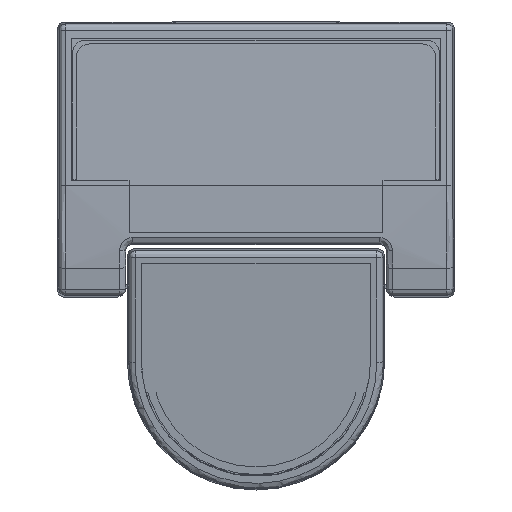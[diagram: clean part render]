
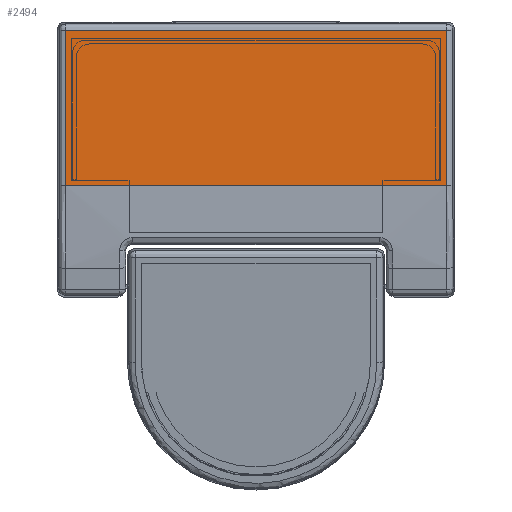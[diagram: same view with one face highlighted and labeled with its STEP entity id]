
A CAD part, front view. The second image highlights one B-rep face of the part: STEP entity #2494.
In plain terms, the highlighted planar face has unit normal (0, -1, 0).
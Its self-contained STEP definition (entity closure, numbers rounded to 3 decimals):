
#348 = VECTOR ( 'NONE', #3988, 1000. ) ;
#498 = ORIENTED_EDGE ( 'NONE', *, *, #3179, .T. ) ;
#553 = EDGE_LOOP ( 'NONE', ( #11089, #2439, #557, #498 ) ) ;
#557 = ORIENTED_EDGE ( 'NONE', *, *, #11884, .T. ) ;
#1263 = VERTEX_POINT ( 'NONE', #5364 ) ;
#2270 = CARTESIAN_POINT ( 'NONE',  ( 29.626, -729.209, -1.274 ) ) ;
#2370 = LINE ( 'NONE', #5149, #5457 ) ;
#2408 = LINE ( 'NONE', #6854, #348 ) ;
#2430 = VECTOR ( 'NONE', #9736, 1000. ) ;
#2439 = ORIENTED_EDGE ( 'NONE', *, *, #6123, .T. ) ;
#2494 = ADVANCED_FACE ( 'NONE', ( #6075 ), #5161, .F. ) ;
#2610 = CARTESIAN_POINT ( 'NONE',  ( 29.626, -729.209, -1.274 ) ) ;
#2668 = DIRECTION ( 'NONE',  ( 0., 0., 1. ) ) ;
#2870 = DIRECTION ( 'NONE',  ( 0., 1., 0. ) ) ;
#3122 = AXIS2_PLACEMENT_3D ( 'NONE', #3831, #2870, #10258 ) ;
#3179 = EDGE_CURVE ( 'NONE', #4750, #1263, #2408, .T. ) ;
#3408 = DIRECTION ( 'NONE',  ( 0., 0., -1. ) ) ;
#3680 = VERTEX_POINT ( 'NONE', #5788 ) ;
#3831 = CARTESIAN_POINT ( 'NONE',  ( 29.9, -729.209, -35.17 ) ) ;
#3988 = DIRECTION ( 'NONE',  ( 1., 0., 0. ) ) ;
#4750 = VERTEX_POINT ( 'NONE', #5327 ) ;
#5149 = CARTESIAN_POINT ( 'NONE',  ( -29.626, -729.209, -1.274 ) ) ;
#5161 = PLANE ( 'NONE',  #3122 ) ;
#5327 = CARTESIAN_POINT ( 'NONE',  ( -29.626, -729.209, -25.389 ) ) ;
#5364 = CARTESIAN_POINT ( 'NONE',  ( 29.626, -729.209, -25.389 ) ) ;
#5457 = VECTOR ( 'NONE', #3408, 1000. ) ;
#5788 = CARTESIAN_POINT ( 'NONE',  ( -29.626, -729.209, -1.274 ) ) ;
#6075 = FACE_OUTER_BOUND ( 'NONE', #553, .T. ) ;
#6123 = EDGE_CURVE ( 'NONE', #9859, #3680, #9613, .T. ) ;
#6676 = EDGE_CURVE ( 'NONE', #1263, #9859, #8130, .T. ) ;
#6854 = CARTESIAN_POINT ( 'NONE',  ( -29.626, -729.209, -25.389 ) ) ;
#8130 = LINE ( 'NONE', #9824, #9951 ) ;
#9613 = LINE ( 'NONE', #2270, #2430 ) ;
#9736 = DIRECTION ( 'NONE',  ( -1., 0., 0. ) ) ;
#9824 = CARTESIAN_POINT ( 'NONE',  ( 29.626, -729.209, -25.389 ) ) ;
#9859 = VERTEX_POINT ( 'NONE', #2610 ) ;
#9951 = VECTOR ( 'NONE', #2668, 1000. ) ;
#10258 = DIRECTION ( 'NONE',  ( 1., 0., 0. ) ) ;
#11089 = ORIENTED_EDGE ( 'NONE', *, *, #6676, .T. ) ;
#11884 = EDGE_CURVE ( 'NONE', #3680, #4750, #2370, .T. ) ;
